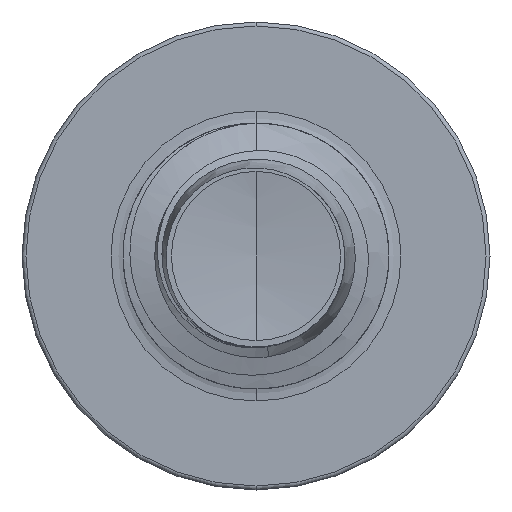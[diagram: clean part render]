
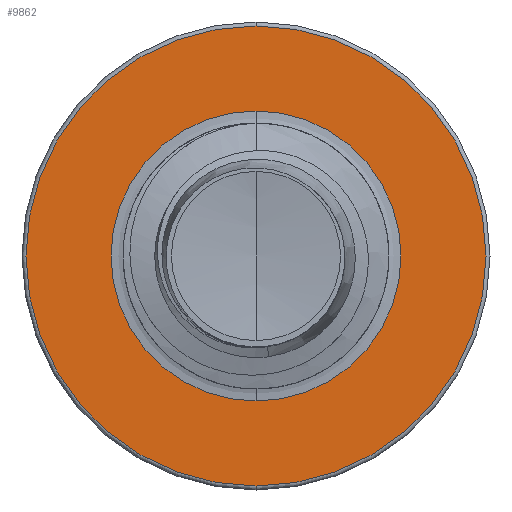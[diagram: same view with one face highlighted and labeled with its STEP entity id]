
A CAD part, front view. The second image highlights one B-rep face of the part: STEP entity #9862.
In plain terms, the highlighted planar face has unit normal (0, -1, 0).
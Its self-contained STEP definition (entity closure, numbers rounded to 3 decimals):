
#42 = ORIENTED_EDGE ( 'NONE', *, *, #20856, .T. ) ;
#203 = DIRECTION ( 'NONE',  ( 0., 1., 0. ) ) ;
#272 = AXIS2_PLACEMENT_3D ( 'NONE', #23503, #203, #11455 ) ;
#371 = DIRECTION ( 'NONE',  ( 0., 1., 0. ) ) ;
#4028 = FACE_BOUND ( 'NONE', #23375, .T. ) ;
#4149 = CARTESIAN_POINT ( 'NONE',  ( 0., 11., 0. ) ) ;
#4220 = VERTEX_POINT ( 'NONE', #31744 ) ;
#5402 = VERTEX_POINT ( 'NONE', #12820 ) ;
#5759 = FACE_OUTER_BOUND ( 'NONE', #26638, .T. ) ;
#6346 = CIRCLE ( 'NONE', #12105, 2.163 ) ;
#6890 = DIRECTION ( 'NONE',  ( 0., 0., 1. ) ) ;
#6923 = VERTEX_POINT ( 'NONE', #11531 ) ;
#8783 = AXIS2_PLACEMENT_3D ( 'NONE', #24240, #9678, #26587 ) ;
#9678 = DIRECTION ( 'NONE',  ( 0., 1., 0. ) ) ;
#9862 = ADVANCED_FACE ( 'NONE', ( #5759, #4028 ), #21213, .F. ) ;
#11455 = DIRECTION ( 'NONE',  ( 0., 0., 1. ) ) ;
#11531 = CARTESIAN_POINT ( 'NONE',  ( 0., 11., 2.163 ) ) ;
#12105 = AXIS2_PLACEMENT_3D ( 'NONE', #16406, #371, #18787 ) ;
#12218 = DIRECTION ( 'NONE',  ( 0., 1., 0. ) ) ;
#12820 = CARTESIAN_POINT ( 'NONE',  ( 0., 11., 1.363 ) ) ;
#14290 = CARTESIAN_POINT ( 'NONE',  ( 0., 11., -1.363 ) ) ;
#16406 = CARTESIAN_POINT ( 'NONE',  ( 0., 11., 0. ) ) ;
#18787 = DIRECTION ( 'NONE',  ( 0., 0., 1. ) ) ;
#19277 = ORIENTED_EDGE ( 'NONE', *, *, #21780, .F. ) ;
#20856 = EDGE_CURVE ( 'NONE', #31498, #5402, #30460, .T. ) ;
#21213 = PLANE ( 'NONE',  #272 ) ;
#21780 = EDGE_CURVE ( 'NONE', #6923, #4220, #6346, .T. ) ;
#21847 = DIRECTION ( 'NONE',  ( 0., 1., 0. ) ) ;
#23375 = EDGE_LOOP ( 'NONE', ( #28042, #42 ) ) ;
#23503 = CARTESIAN_POINT ( 'NONE',  ( 0., 11., -1.363 ) ) ;
#24240 = CARTESIAN_POINT ( 'NONE',  ( 0., 11., 0. ) ) ;
#25667 = CIRCLE ( 'NONE', #29927, 1.363 ) ;
#26513 = CARTESIAN_POINT ( 'NONE',  ( 0., 11., 0. ) ) ;
#26587 = DIRECTION ( 'NONE',  ( 0., 0., 1. ) ) ;
#26638 = EDGE_LOOP ( 'NONE', ( #19277, #27684 ) ) ;
#27684 = ORIENTED_EDGE ( 'NONE', *, *, #28011, .F. ) ;
#27974 = EDGE_CURVE ( 'NONE', #5402, #31498, #25667, .T. ) ;
#28011 = EDGE_CURVE ( 'NONE', #4220, #6923, #31166, .T. ) ;
#28042 = ORIENTED_EDGE ( 'NONE', *, *, #27974, .T. ) ;
#28293 = AXIS2_PLACEMENT_3D ( 'NONE', #26513, #12218, #28860 ) ;
#28860 = DIRECTION ( 'NONE',  ( 0., 0., 1. ) ) ;
#29927 = AXIS2_PLACEMENT_3D ( 'NONE', #4149, #21847, #6890 ) ;
#30460 = CIRCLE ( 'NONE', #8783, 1.363 ) ;
#31166 = CIRCLE ( 'NONE', #28293, 2.163 ) ;
#31498 = VERTEX_POINT ( 'NONE', #14290 ) ;
#31744 = CARTESIAN_POINT ( 'NONE',  ( 0., 11., -2.162 ) ) ;
